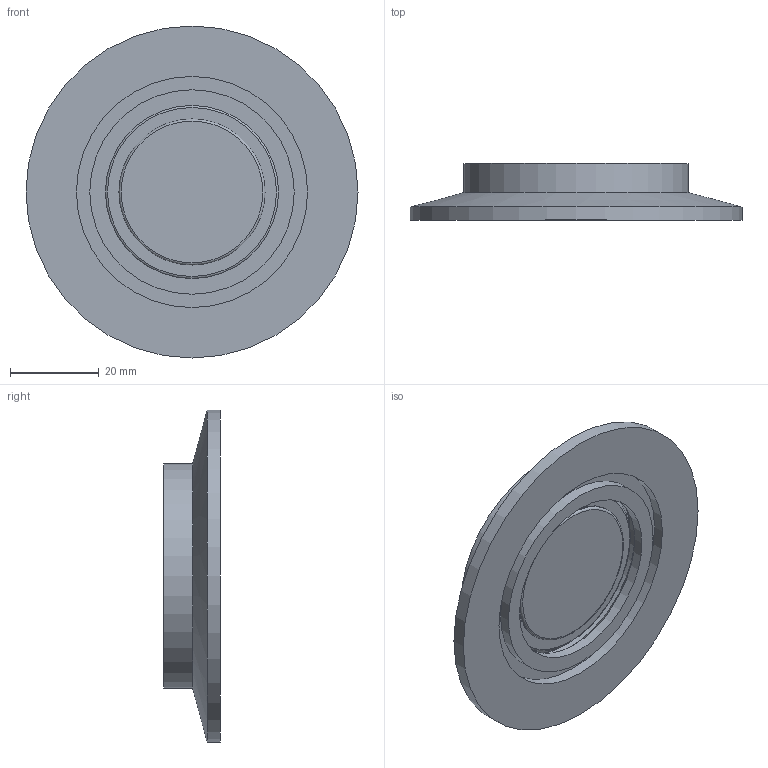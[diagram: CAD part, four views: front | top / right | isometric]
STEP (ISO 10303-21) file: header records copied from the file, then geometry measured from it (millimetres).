
FILE_DESCRIPTION(/* description */ (''),/* implementation_level */ '2;1');
FILE_NAME(/* name */ 'VP-50KF.stp',/* time_stamp */ '2023-08-17T15:53:40+01:00',/* author */ ('PaulJarvis'),/* organization */ (''),/* preprocessor_version */ 'ST-DEVELOPER v19.2',/* originating_system */ 'Autodesk Inventor 2023',/* authorisation */ '');
FILE_SCHEMA (('AUTOMOTIVE_DESIGN { 1 0 10303 214 3 1 1 }'));
Length unit declared in the file: millimetre
Products named in the file (5): VP-50KF; Flange for vp; weldable; spinning; glass
Assembly tree (4 placements, depth 3):
  VP-50KF
    Flange for vp
    weldable
      spinning
      glass
Bounding box: 75 x 12.8 x 75 mm (x, y, z)
Volume: 21253.7 mm3; surface area: 16959.7 mm2
Topology: 3 solids, 3 shells, 43 faces, 99 edges, 81 vertices
Faces by surface type: cylinder 15, plane 13, torus 10, cone 4, bspline 1
Full cylindrical faces by diameter (mm): 33 x2, 38.2 x2, 39.1 x1, 39.2 x1, 42.3 x1, 43.3 x1, 43.4 x1, 44.4 x1, 46.2 x1, 46.4 x1, 50.8 x1, 52.2 x1, 75 x1
Entity records: 1437 total; most frequent: DIRECTION 257, CARTESIAN_POINT 246, ORIENTED_EDGE 174, AXIS2_PLACEMENT_3D 119, EDGE_CURVE 87, CIRCLE 68, VERTEX_POINT 57, EDGE_LOOP 54
